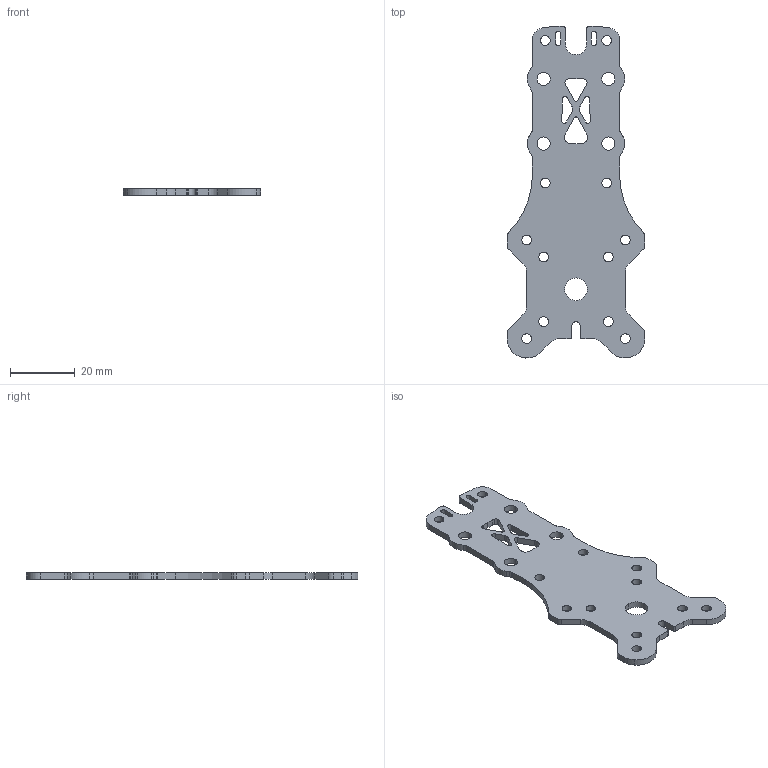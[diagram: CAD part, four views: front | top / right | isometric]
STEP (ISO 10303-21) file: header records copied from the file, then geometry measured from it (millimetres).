
FILE_DESCRIPTION((''),'2;1');
FILE_NAME('SOURCEONE_BOTTOMPLATE_1','2023-02-05T13:54:47',('Richi'),(''),'CREO PARAMETRIC BY PTC INC, 2018500','CREO PARAMETRIC BY PTC INC, 2018500','');
FILE_SCHEMA(('CONFIG_CONTROL_DESIGN'));
Length unit declared in the file: millimetre
Products named in the file (1): SOURCEONE_BOTTOMPLATE_1
Bounding box: 42.5 x 102.62 x 2 mm (x, y, z)
Volume: 5489 mm3; surface area: 6689.6 mm2
Topology: 1 solids, 1 shells, 166 faces, 520 edges, 356 vertices
Faces by surface type: cylinder 111, plane 53, extrusion 2
Entity records: 6108 total; most frequent: CARTESIAN_POINT 1102, DIRECTION 1088, ORIENTED_EDGE 1040, EDGE_CURVE 520, AXIS2_PLACEMENT_3D 410, VERTEX_POINT 356, VECTOR 268, LINE 266
